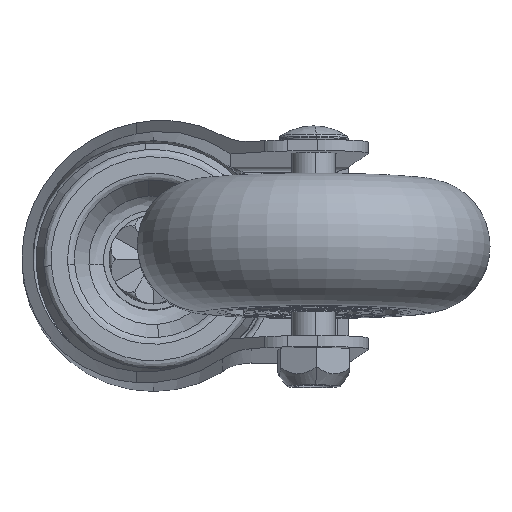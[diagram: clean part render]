
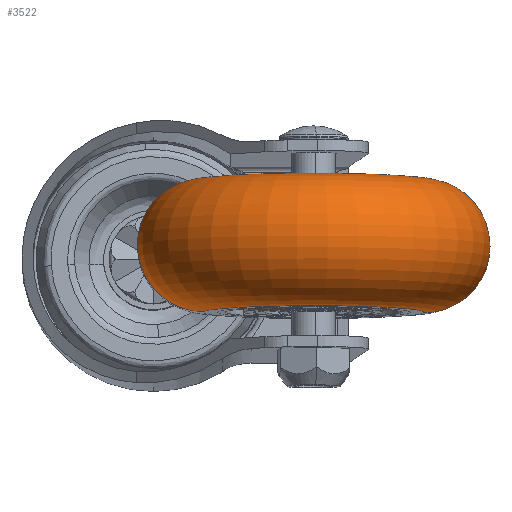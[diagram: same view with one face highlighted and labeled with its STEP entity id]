
A CAD part, front view. The second image highlights one B-rep face of the part: STEP entity #3522.
In plain terms, the highlighted toroidal (fillet/blend) face has major radius 20 mm and minor radius 12 mm.
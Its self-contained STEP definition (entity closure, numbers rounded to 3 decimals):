
#336 = DIRECTION ( 'NONE',  ( 0., 0., -1. ) ) ;
#361 = ORIENTED_EDGE ( 'NONE', *, *, #16537, .T. ) ;
#1088 = CARTESIAN_POINT ( 'NONE',  ( -12., 0., -20. ) ) ;
#1134 = FACE_OUTER_BOUND ( 'NONE', #17315, .T. ) ;
#1656 = CIRCLE ( 'NONE', #15415, 20. ) ;
#1675 = DIRECTION ( 'NONE',  ( 0., 1., 0. ) ) ;
#1886 = CARTESIAN_POINT ( 'NONE',  ( 0., 0., 0. ) ) ;
#3345 = DIRECTION ( 'NONE',  ( -1., 0., 0. ) ) ;
#3374 = CIRCLE ( 'NONE', #16425, 20. ) ;
#3522 = ADVANCED_FACE ( 'NONE', ( #1134 ), #8482, .T. ) ;
#3874 = ORIENTED_EDGE ( 'NONE', *, *, #9458, .F. ) ;
#4683 = DIRECTION ( 'NONE',  ( -1., 0., 0. ) ) ;
#4774 = VERTEX_POINT ( 'NONE', #1088 ) ;
#5842 = CARTESIAN_POINT ( 'NONE',  ( 12., 0., 0. ) ) ;
#7007 = VERTEX_POINT ( 'NONE', #12260 ) ;
#7216 = DIRECTION ( 'NONE',  ( 0., 0., 1. ) ) ;
#7240 = EDGE_CURVE ( 'NONE', #16505, #7007, #11821, .T. ) ;
#7714 = EDGE_CURVE ( 'NONE', #10931, #4774, #17711, .T. ) ;
#8482 = TOROIDAL_SURFACE ( 'NONE', #8964, 20., 12. ) ;
#8642 = DIRECTION ( 'NONE',  ( 0., -1., 0. ) ) ;
#8964 = AXIS2_PLACEMENT_3D ( 'NONE', #1886, #4683, #15723 ) ;
#9222 = AXIS2_PLACEMENT_3D ( 'NONE', #16928, #8642, #336 ) ;
#9458 = EDGE_CURVE ( 'NONE', #4774, #7007, #1656, .T. ) ;
#9945 = CARTESIAN_POINT ( 'NONE',  ( 0., 0., -20. ) ) ;
#10931 = VERTEX_POINT ( 'NONE', #12042 ) ;
#11340 = DIRECTION ( 'NONE',  ( 0., 0., 1. ) ) ;
#11592 = CARTESIAN_POINT ( 'NONE',  ( -12., 0., 0. ) ) ;
#11821 = CIRCLE ( 'NONE', #9222, 12. ) ;
#12042 = CARTESIAN_POINT ( 'NONE',  ( 12., 0., -20. ) ) ;
#12260 = CARTESIAN_POINT ( 'NONE',  ( -12., 0., 20. ) ) ;
#12516 = CARTESIAN_POINT ( 'NONE',  ( 12., 0., 20. ) ) ;
#12998 = DIRECTION ( 'NONE',  ( 0., 0., 1. ) ) ;
#13162 = ORIENTED_EDGE ( 'NONE', *, *, #7240, .T. ) ;
#15415 = AXIS2_PLACEMENT_3D ( 'NONE', #11592, #3345, #12998 ) ;
#15488 = DIRECTION ( 'NONE',  ( -1., 0., 0. ) ) ;
#15723 = DIRECTION ( 'NONE',  ( 0., 0., 1. ) ) ;
#16425 = AXIS2_PLACEMENT_3D ( 'NONE', #5842, #15488, #7216 ) ;
#16505 = VERTEX_POINT ( 'NONE', #12516 ) ;
#16537 = EDGE_CURVE ( 'NONE', #10931, #16505, #3374, .T. ) ;
#16598 = ORIENTED_EDGE ( 'NONE', *, *, #7714, .F. ) ;
#16928 = CARTESIAN_POINT ( 'NONE',  ( 0., 0., 20. ) ) ;
#17234 = AXIS2_PLACEMENT_3D ( 'NONE', #9945, #1675, #11340 ) ;
#17315 = EDGE_LOOP ( 'NONE', ( #16598, #361, #13162, #3874 ) ) ;
#17711 = CIRCLE ( 'NONE', #17234, 12. ) ;
